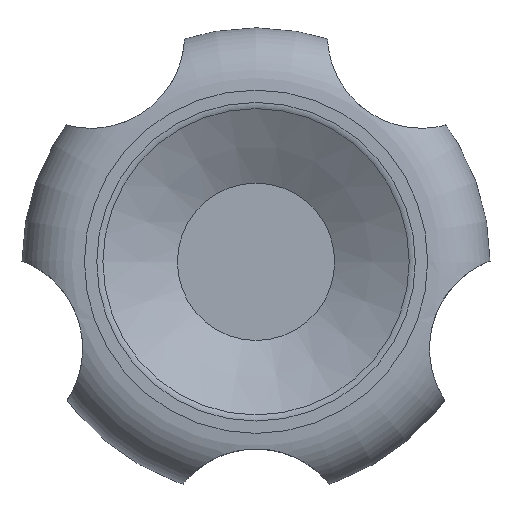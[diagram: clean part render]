
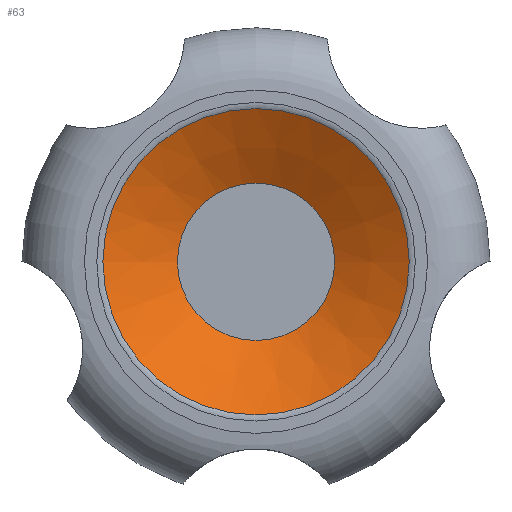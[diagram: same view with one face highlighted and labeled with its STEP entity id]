
A CAD part, top view. The second image highlights one B-rep face of the part: STEP entity #63.
In plain terms, the highlighted conical face has half-angle 60.548 degrees and reference radius 25 mm.
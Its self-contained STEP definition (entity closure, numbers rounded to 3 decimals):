
#63 = ADVANCED_FACE( '', ( #148, #149 ), #150, .F. );
#148 = FACE_OUTER_BOUND( '', #261, .T. );
#149 = FACE_BOUND( '', #262, .T. );
#150 = CONICAL_SURFACE( '', #263, 25., 1.057 );
#261 = EDGE_LOOP( '', ( #380 ) );
#262 = EDGE_LOOP( '', ( #381 ) );
#263 = AXIS2_PLACEMENT_3D( '', #382, #383, #384 );
#380 = ORIENTED_EDGE( '', *, *, #517, .T. );
#381 = ORIENTED_EDGE( '', *, *, #509, .F. );
#382 = CARTESIAN_POINT( '', ( 0., 0., 48. ) );
#383 = DIRECTION( '', ( 0., 0., 1. ) );
#384 = DIRECTION( '', ( 1., 0., 0. ) );
#509 = EDGE_CURVE( '', #569, #569, #570, .T. );
#517 = EDGE_CURVE( '', #581, #581, #582, .F. );
#569 = VERTEX_POINT( '', #1169 );
#570 = CIRCLE( '', #1170, 12.603 );
#581 = VERTEX_POINT( '', #1181 );
#582 = CIRCLE( '', #1182, 24.542 );
#1169 = CARTESIAN_POINT( '', ( 12.603, 0., 41. ) );
#1170 = AXIS2_PLACEMENT_3D( '', #1236, #1237, #1238 );
#1181 = CARTESIAN_POINT( '', ( -24.542, 0., 47.742 ) );
#1182 = AXIS2_PLACEMENT_3D( '', #1248, #1249, #1250 );
#1236 = CARTESIAN_POINT( '', ( 0., 0., 41. ) );
#1237 = DIRECTION( '', ( 0., 0., 1. ) );
#1238 = DIRECTION( '', ( 1., 0., 0. ) );
#1248 = CARTESIAN_POINT( '', ( 0., 0., 47.742 ) );
#1249 = DIRECTION( '', ( 0., 0., -1. ) );
#1250 = DIRECTION( '', ( -1., 0., 0. ) );
